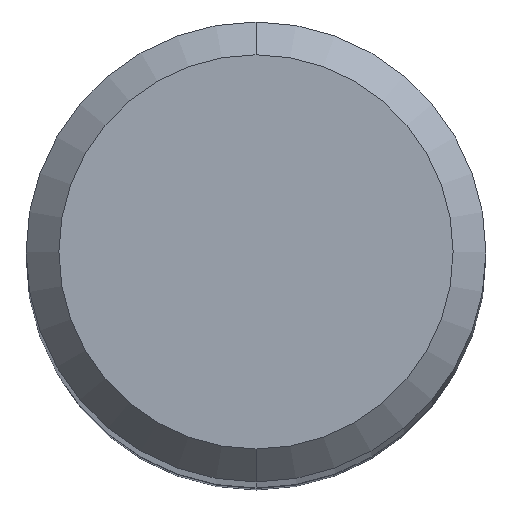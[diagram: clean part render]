
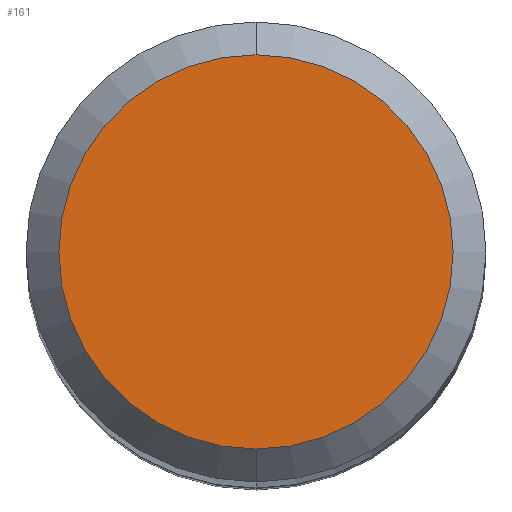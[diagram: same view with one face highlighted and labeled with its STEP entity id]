
A CAD part, top view. The second image highlights one B-rep face of the part: STEP entity #161.
In plain terms, the highlighted planar face has unit normal (0, 0, 1).
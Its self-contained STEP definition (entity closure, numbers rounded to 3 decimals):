
#161=ADVANCED_FACE('',(#395),#396,.T.);
#183=VERTEX_POINT('',#419);
#261=EDGE_CURVE('',#309,#183,#507,.T.);
#287=EDGE_CURVE('',#183,#309,#535,.T.);
#309=VERTEX_POINT('',#560);
#395=FACE_OUTER_BOUND('',#653,.T.);
#396=PLANE('',#654);
#419=CARTESIAN_POINT('',(0.,-1.8,0.0));
#507=CIRCLE('',#802,1.8);
#535=CIRCLE('',#835,1.8);
#560=CARTESIAN_POINT('',(0.0,1.8,0.0));
#653=EDGE_LOOP('',(#962,#963));
#654=AXIS2_PLACEMENT_3D('',#964,#965,#966);
#802=AXIS2_PLACEMENT_3D('',#1100,#1101,#1102);
#835=AXIS2_PLACEMENT_3D('',#1135,#1136,#1137);
#962=ORIENTED_EDGE('',*,*,#261,.F.);
#963=ORIENTED_EDGE('',*,*,#287,.F.);
#964=CARTESIAN_POINT('',(0.0,0.9,0.0));
#965=DIRECTION('',(-0.0,0.0,1.0));
#966=DIRECTION('',(0.0,-1.0,0.0));
#1100=CARTESIAN_POINT('',(0.0,0.0,0.0));
#1101=DIRECTION('',(0.0,0.0,-1.0));
#1102=DIRECTION('',(0.0,1.0,0.0));
#1135=CARTESIAN_POINT('',(0.0,0.0,0.0));
#1136=DIRECTION('',(0.0,0.0,-1.0));
#1137=DIRECTION('',(0.0,1.0,0.0));
